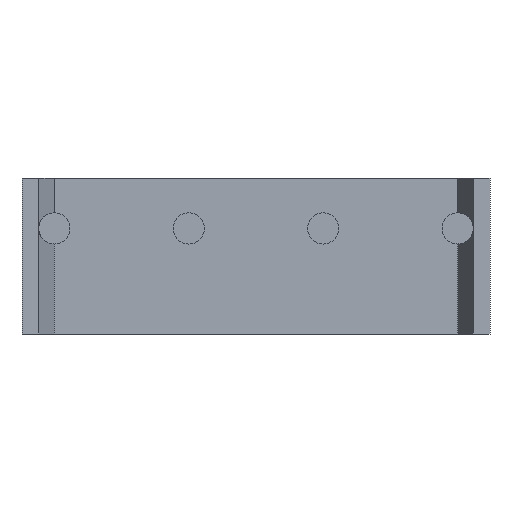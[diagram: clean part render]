
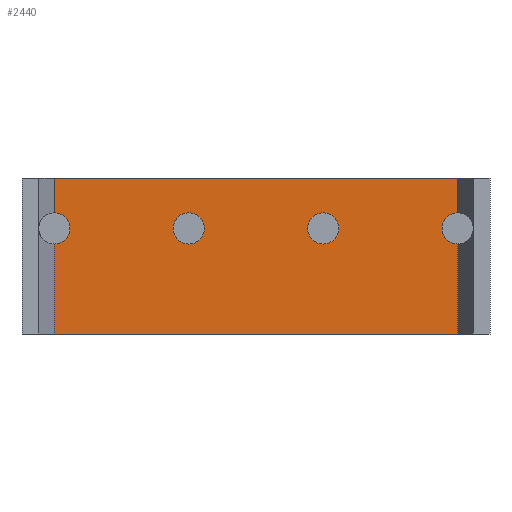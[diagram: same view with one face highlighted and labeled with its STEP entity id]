
A CAD part, front view. The second image highlights one B-rep face of the part: STEP entity #2440.
In plain terms, the highlighted planar face has unit normal (0, -1, 0).
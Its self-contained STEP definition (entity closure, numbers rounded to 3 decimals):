
#82=CIRCLE('',#2601,0.65);
#83=CIRCLE('',#2602,0.65);
#84=CIRCLE('',#2603,0.65);
#85=CIRCLE('',#2604,0.65);
#86=CIRCLE('',#2605,0.65);
#87=CIRCLE('',#2606,0.65);
#110=FACE_BOUND('',#356,.T.);
#111=FACE_BOUND('',#357,.T.);
#207=FACE_OUTER_BOUND('',#355,.T.);
#355=EDGE_LOOP('',(#1636,#1637,#1638,#1639,#1640,#1641,#1642,#1643));
#356=EDGE_LOOP('',(#1644,#1645));
#357=EDGE_LOOP('',(#1646,#1647));
#500=LINE('',#3203,#734);
#552=LINE('',#3717,#786);
#553=LINE('',#3719,#787);
#554=LINE('',#3723,#788);
#555=LINE('',#3725,#789);
#556=LINE('',#3727,#790);
#734=VECTOR('',#2719,16.8);
#786=VECTOR('',#2789,1.45);
#787=VECTOR('',#2790,1.45);
#788=VECTOR('',#2793,3.75);
#789=VECTOR('',#2794,16.8);
#790=VECTOR('',#2795,3.75);
#968=VERTEX_POINT('',#3201);
#969=VERTEX_POINT('',#3202);
#1050=VERTEX_POINT('',#3716);
#1051=VERTEX_POINT('',#3718);
#1052=VERTEX_POINT('',#3720);
#1053=VERTEX_POINT('',#3722);
#1054=VERTEX_POINT('',#3724);
#1055=VERTEX_POINT('',#3726);
#1056=VERTEX_POINT('',#3729);
#1057=VERTEX_POINT('',#3730);
#1058=VERTEX_POINT('',#3733);
#1059=VERTEX_POINT('',#3734);
#1202=EDGE_CURVE('',#968,#969,#500,.T.);
#1284=EDGE_CURVE('',#969,#1050,#552,.T.);
#1285=EDGE_CURVE('',#968,#1051,#553,.T.);
#1286=EDGE_CURVE('',#1052,#1051,#82,.F.);
#1287=EDGE_CURVE('',#1052,#1053,#554,.T.);
#1288=EDGE_CURVE('',#1053,#1054,#555,.T.);
#1289=EDGE_CURVE('',#1055,#1054,#556,.T.);
#1290=EDGE_CURVE('',#1050,#1055,#83,.F.);
#1291=EDGE_CURVE('',#1056,#1057,#84,.F.);
#1292=EDGE_CURVE('',#1057,#1056,#85,.F.);
#1293=EDGE_CURVE('',#1058,#1059,#86,.F.);
#1294=EDGE_CURVE('',#1059,#1058,#87,.F.);
#1636=ORIENTED_EDGE('',*,*,#1284,.F.);
#1637=ORIENTED_EDGE('',*,*,#1202,.F.);
#1638=ORIENTED_EDGE('',*,*,#1285,.T.);
#1639=ORIENTED_EDGE('',*,*,#1286,.F.);
#1640=ORIENTED_EDGE('',*,*,#1287,.T.);
#1641=ORIENTED_EDGE('',*,*,#1288,.T.);
#1642=ORIENTED_EDGE('',*,*,#1289,.F.);
#1643=ORIENTED_EDGE('',*,*,#1290,.F.);
#1644=ORIENTED_EDGE('',*,*,#1291,.F.);
#1645=ORIENTED_EDGE('',*,*,#1292,.F.);
#1646=ORIENTED_EDGE('',*,*,#1293,.F.);
#1647=ORIENTED_EDGE('',*,*,#1294,.F.);
#2259=PLANE('',#2600);
#2440=ADVANCED_FACE('',(#207,#110,#111),#2259,.F.);
#2600=AXIS2_PLACEMENT_3D('',#3715,#2787,#2788);
#2601=AXIS2_PLACEMENT_3D('',#3721,#2791,#2792);
#2602=AXIS2_PLACEMENT_3D('',#3728,#2796,#2797);
#2603=AXIS2_PLACEMENT_3D('',#3731,#2798,#2799);
#2604=AXIS2_PLACEMENT_3D('',#3732,#2800,#2801);
#2605=AXIS2_PLACEMENT_3D('',#3735,#2802,#2803);
#2606=AXIS2_PLACEMENT_3D('',#3736,#2804,#2805);
#2719=DIRECTION('',(1.,0.,0.));
#2787=DIRECTION('center_axis',(0.,1.,0.));
#2788=DIRECTION('ref_axis',(0.,0.,1.));
#2789=DIRECTION('',(0.,0.,-1.));
#2790=DIRECTION('',(0.,0.,-1.));
#2791=DIRECTION('center_axis',(0.,1.,0.));
#2792=DIRECTION('ref_axis',(0.,0.,1.));
#2793=DIRECTION('',(0.,0.,-1.));
#2794=DIRECTION('',(1.,0.,0.));
#2795=DIRECTION('',(0.,0.,-1.));
#2796=DIRECTION('center_axis',(0.,1.,0.));
#2797=DIRECTION('ref_axis',(0.,0.,1.));
#2798=DIRECTION('center_axis',(0.,1.,0.));
#2799=DIRECTION('ref_axis',(0.,0.,1.));
#2800=DIRECTION('center_axis',(0.,1.,0.));
#2801=DIRECTION('ref_axis',(0.,0.,1.));
#2802=DIRECTION('center_axis',(0.,1.,0.));
#2803=DIRECTION('ref_axis',(0.,0.,1.));
#2804=DIRECTION('center_axis',(0.,1.,0.));
#2805=DIRECTION('ref_axis',(0.,0.,1.));
#3201=CARTESIAN_POINT('',(-8.4,-7.35,6.5));
#3202=CARTESIAN_POINT('',(8.4,-7.35,6.5));
#3203=CARTESIAN_POINT('',(-8.4,-7.35,6.5));
#3715=CARTESIAN_POINT('Origin',(-9.75,-7.35,6.5));
#3716=CARTESIAN_POINT('',(8.4,-7.35,5.05));
#3717=CARTESIAN_POINT('',(8.4,-7.35,6.5));
#3718=CARTESIAN_POINT('',(-8.4,-7.35,5.05));
#3719=CARTESIAN_POINT('',(-8.4,-7.35,6.5));
#3720=CARTESIAN_POINT('',(-8.4,-7.35,3.75));
#3721=CARTESIAN_POINT('Origin',(-8.4,-7.35,4.4));
#3722=CARTESIAN_POINT('',(-8.4,-7.35,0.));
#3723=CARTESIAN_POINT('',(-8.4,-7.35,3.75));
#3724=CARTESIAN_POINT('',(8.4,-7.35,0.));
#3725=CARTESIAN_POINT('',(-8.4,-7.35,0.));
#3726=CARTESIAN_POINT('',(8.4,-7.35,3.75));
#3727=CARTESIAN_POINT('',(8.4,-7.35,3.75));
#3728=CARTESIAN_POINT('Origin',(8.4,-7.35,4.4));
#3729=CARTESIAN_POINT('',(2.8,-7.35,5.05));
#3730=CARTESIAN_POINT('',(2.8,-7.35,3.75));
#3731=CARTESIAN_POINT('Origin',(2.8,-7.35,4.4));
#3732=CARTESIAN_POINT('Origin',(2.8,-7.35,4.4));
#3733=CARTESIAN_POINT('',(-2.8,-7.35,5.05));
#3734=CARTESIAN_POINT('',(-2.8,-7.35,3.75));
#3735=CARTESIAN_POINT('Origin',(-2.8,-7.35,4.4));
#3736=CARTESIAN_POINT('Origin',(-2.8,-7.35,4.4));
